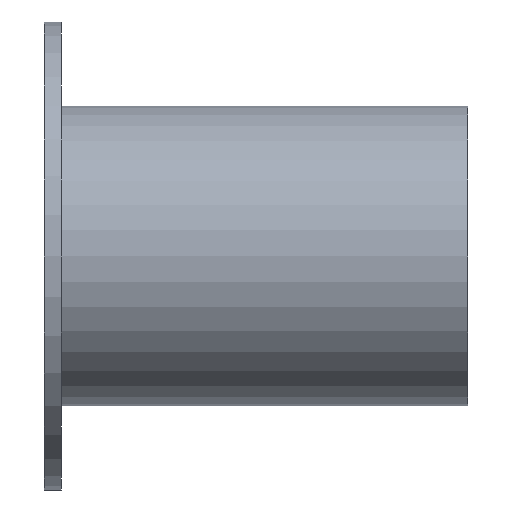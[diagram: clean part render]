
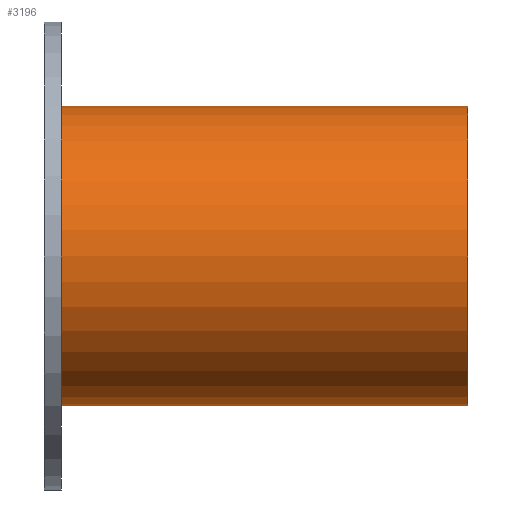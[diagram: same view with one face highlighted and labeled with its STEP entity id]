
A CAD part, front view. The second image highlights one B-rep face of the part: STEP entity #3196.
In plain terms, the highlighted cylindrical face has radius 14.45 mm (diameter 28.9 mm), a partial arc.
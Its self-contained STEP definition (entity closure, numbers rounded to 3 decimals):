
#60 = VERTEX_POINT ( 'NONE', #10501 ) ;
#600 = DIRECTION ( 'NONE',  ( 0., 0., -1. ) ) ;
#977 = CARTESIAN_POINT ( 'NONE',  ( 40.8, 0., -14.45 ) ) ;
#1238 = DIRECTION ( 'NONE',  ( 1., 0., 0. ) ) ;
#1803 = DIRECTION ( 'NONE',  ( -1., 0., 0. ) ) ;
#2342 = VECTOR ( 'NONE', #3696, 1000. ) ;
#2375 = EDGE_CURVE ( 'NONE', #7544, #13746, #4790, .T. ) ;
#2869 = ORIENTED_EDGE ( 'NONE', *, *, #8002, .F. ) ;
#3196 = ADVANCED_FACE ( 'NONE', ( #3263 ), #10248, .T. ) ;
#3263 = FACE_OUTER_BOUND ( 'NONE', #3558, .T. ) ;
#3558 = EDGE_LOOP ( 'NONE', ( #2869, #6241, #9419, #3885 ) ) ;
#3696 = DIRECTION ( 'NONE',  ( -1., 0., 0. ) ) ;
#3885 = ORIENTED_EDGE ( 'NONE', *, *, #2375, .T. ) ;
#4790 = CIRCLE ( 'NONE', #5380, 14.45 ) ;
#5380 = AXIS2_PLACEMENT_3D ( 'NONE', #13576, #9077, #600 ) ;
#5505 = CARTESIAN_POINT ( 'NONE',  ( 40.8, 0., 0. ) ) ;
#6187 = EDGE_CURVE ( 'NONE', #60, #12712, #10359, .T. ) ;
#6241 = ORIENTED_EDGE ( 'NONE', *, *, #6187, .F. ) ;
#6737 = EDGE_CURVE ( 'NONE', #60, #7544, #12051, .T. ) ;
#7544 = VERTEX_POINT ( 'NONE', #13774 ) ;
#7756 = DIRECTION ( 'NONE',  ( 0., 0., -1. ) ) ;
#7847 = AXIS2_PLACEMENT_3D ( 'NONE', #5505, #9827, #8682 ) ;
#8002 = EDGE_CURVE ( 'NONE', #12712, #13746, #10343, .T. ) ;
#8682 = DIRECTION ( 'NONE',  ( 0., 0., 1. ) ) ;
#9077 = DIRECTION ( 'NONE',  ( 1., 0., 0. ) ) ;
#9169 = VECTOR ( 'NONE', #1803, 1000. ) ;
#9419 = ORIENTED_EDGE ( 'NONE', *, *, #6737, .T. ) ;
#9597 = CARTESIAN_POINT ( 'NONE',  ( 1.65, 0., -14.45 ) ) ;
#9827 = DIRECTION ( 'NONE',  ( -1., 0., 0. ) ) ;
#10117 = CARTESIAN_POINT ( 'NONE',  ( 40.8, 0., -14.45 ) ) ;
#10248 = CYLINDRICAL_SURFACE ( 'NONE', #7847, 14.45 ) ;
#10343 = LINE ( 'NONE', #10117, #2342 ) ;
#10359 = CIRCLE ( 'NONE', #12689, 14.45 ) ;
#10453 = CARTESIAN_POINT ( 'NONE',  ( 40.8, 0., 14.45 ) ) ;
#10501 = CARTESIAN_POINT ( 'NONE',  ( 40.8, 0., 14.45 ) ) ;
#12038 = CARTESIAN_POINT ( 'NONE',  ( 40.8, 0., 0. ) ) ;
#12051 = LINE ( 'NONE', #10453, #9169 ) ;
#12689 = AXIS2_PLACEMENT_3D ( 'NONE', #12038, #1238, #7756 ) ;
#12712 = VERTEX_POINT ( 'NONE', #977 ) ;
#13576 = CARTESIAN_POINT ( 'NONE',  ( 1.65, 0., 0. ) ) ;
#13746 = VERTEX_POINT ( 'NONE', #9597 ) ;
#13774 = CARTESIAN_POINT ( 'NONE',  ( 1.65, 0., 14.45 ) ) ;
